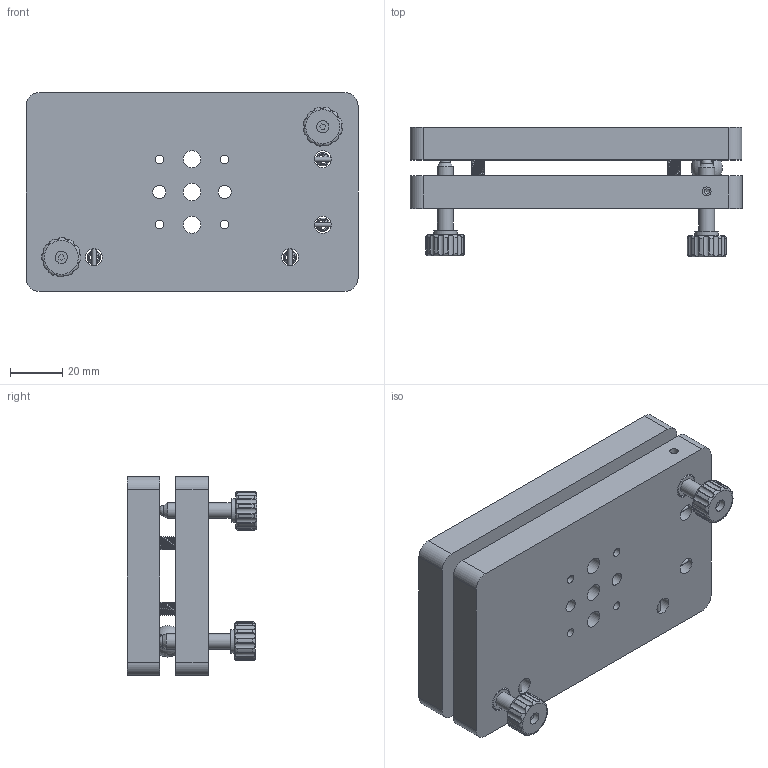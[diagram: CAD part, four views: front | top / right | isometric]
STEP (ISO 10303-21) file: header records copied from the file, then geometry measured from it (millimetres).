
FILE_DESCRIPTION (( 'STEP AP203' ), '1' );
FILE_NAME ('05OTP-1M.STEP', '2023-09-04T03:22:43', ( '' ), ( '' ), 'SwSTEP 2.0', 'SolidWorks 2022', '' );
FILE_SCHEMA (( 'CONFIG_CONTROL_DESIGN' ));
Products named in the file (1): 05OTP-1M
Bounding box: 127 x 49.5 x 76 mm (x, y, z)
Volume: 231469 mm3; surface area: 64550.6 mm2
Topology: 28 solids, 28 shells, 415 faces, 1094 edges, 714 vertices
Faces by surface type: cylinder 225, plane 129, bspline 24, cone 20, torus 12, sphere 5
Full cylindrical faces by diameter (mm): 0.8 x16, 1.5 x2, 1.7 x16, 3.3 x10, 4 x4, 4.7 x2, 5 x15, 5.188 x2, 5.75 x2, 6 x4, 6.3 x2, 6.5 x8, 6.6 x3, 9 x2, 9.45 x2, 9.5 x4, 10.5 x3, 11 x3
Entity records: 30205 total; most frequent: CARTESIAN_POINT 21120, DIRECTION 1748, ORIENTED_EDGE 1724, EDGE_CURVE 862, AXIS2_PLACEMENT_3D 732, EDGE_LOOP 666, VERTEX_POINT 632, FACE_OUTER_BOUND 516
